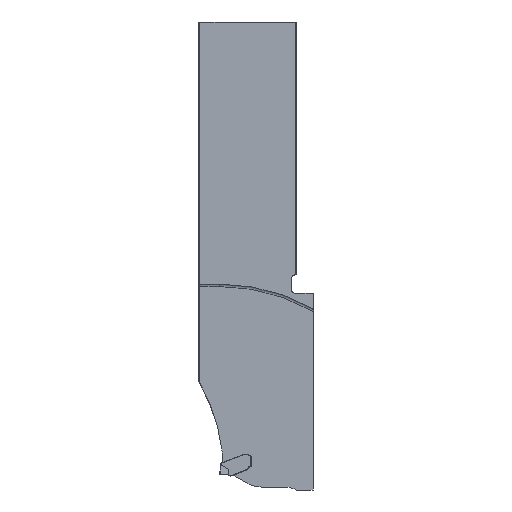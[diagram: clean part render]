
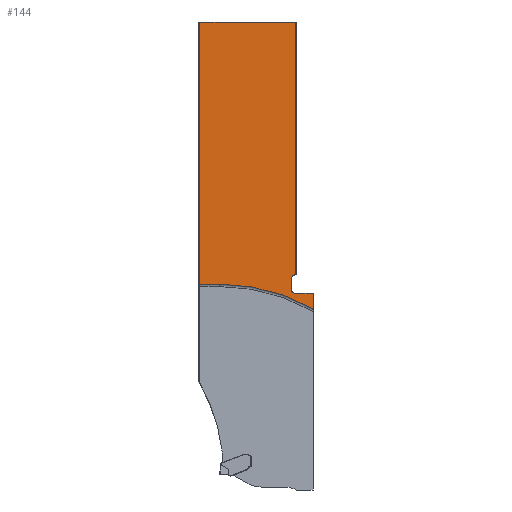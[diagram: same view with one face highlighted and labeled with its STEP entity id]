
A CAD part, left-side view. The second image highlights one B-rep face of the part: STEP entity #144.
In plain terms, the highlighted planar face has unit normal (-1, 0, 0).
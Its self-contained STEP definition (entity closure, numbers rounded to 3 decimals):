
#144=ADVANCED_FACE('SHANKHEAD_FACE_RIGHT',(#273),#232,.T.);
#232=PLANE('',#1833);
#273=FACE_OUTER_BOUND('',#361,.T.);
#361=EDGE_LOOP('',(#598,#599,#600,#601,#602,#603,#604,#605,#606,#607,#608,
#609));
#473=B_SPLINE_CURVE_WITH_KNOTS('',3,(#2527,#2528,#2529,#2530),
 .UNSPECIFIED.,.F.,.F.,(4,4),(0.,1.),.UNSPECIFIED.);
#525=CIRCLE('',#1829,60.993);
#526=CIRCLE('',#1830,1.5);
#527=CIRCLE('',#1831,1.5);
#528=CIRCLE('',#1832,5.63);
#598=ORIENTED_EDGE('',*,*,#1246,.F.);
#599=ORIENTED_EDGE('',*,*,#1247,.F.);
#600=ORIENTED_EDGE('',*,*,#1248,.F.);
#601=ORIENTED_EDGE('',*,*,#1249,.T.);
#602=ORIENTED_EDGE('',*,*,#1250,.T.);
#603=ORIENTED_EDGE('',*,*,#1251,.T.);
#604=ORIENTED_EDGE('',*,*,#1252,.T.);
#605=ORIENTED_EDGE('',*,*,#1253,.T.);
#606=ORIENTED_EDGE('',*,*,#1254,.F.);
#607=ORIENTED_EDGE('',*,*,#1255,.T.);
#608=ORIENTED_EDGE('',*,*,#1256,.T.);
#609=ORIENTED_EDGE('',*,*,#1257,.F.);
#1086=VERTEX_POINT('',#2523);
#1087=VERTEX_POINT('',#2524);
#1088=VERTEX_POINT('',#2526);
#1089=VERTEX_POINT('',#2531);
#1090=VERTEX_POINT('',#2533);
#1091=VERTEX_POINT('',#2535);
#1092=VERTEX_POINT('',#2537);
#1093=VERTEX_POINT('',#2539);
#1094=VERTEX_POINT('',#2541);
#1095=VERTEX_POINT('',#2543);
#1096=VERTEX_POINT('',#2545);
#1097=VERTEX_POINT('',#2547);
#1246=EDGE_CURVE('',#1086,#1087,#1474,.T.);
#1247=EDGE_CURVE('',#1088,#1086,#525,.T.);
#1248=EDGE_CURVE('',#1089,#1088,#473,.T.);
#1249=EDGE_CURVE('',#1089,#1090,#1475,.T.);
#1250=EDGE_CURVE('',#1090,#1091,#1476,.T.);
#1251=EDGE_CURVE('',#1091,#1092,#526,.T.);
#1252=EDGE_CURVE('',#1092,#1093,#1477,.T.);
#1253=EDGE_CURVE('',#1093,#1094,#527,.T.);
#1254=EDGE_CURVE('',#1095,#1094,#528,.T.);
#1255=EDGE_CURVE('',#1095,#1096,#1478,.T.);
#1256=EDGE_CURVE('',#1096,#1097,#1479,.T.);
#1257=EDGE_CURVE('',#1087,#1097,#1480,.T.);
#1474=LINE('',#2522,#1616);
#1475=LINE('',#2532,#1617);
#1476=LINE('',#2534,#1618);
#1477=LINE('',#2538,#1619);
#1478=LINE('',#2544,#1620);
#1479=LINE('',#2546,#1621);
#1480=LINE('',#2548,#1622);
#1616=VECTOR('',#2023,1.);
#1617=VECTOR('',#2026,1.);
#1618=VECTOR('',#2027,1.);
#1619=VECTOR('',#2030,1.);
#1620=VECTOR('',#2035,1.);
#1621=VECTOR('',#2036,1.);
#1622=VECTOR('',#2037,1.);
#1829=AXIS2_PLACEMENT_3D('',#2525,#2024,#2025);
#1830=AXIS2_PLACEMENT_3D('',#2536,#2028,#2029);
#1831=AXIS2_PLACEMENT_3D('',#2540,#2031,#2032);
#1832=AXIS2_PLACEMENT_3D('',#2542,#2033,#2034);
#1833=AXIS2_PLACEMENT_3D('',#2549,#2038,#2039);
#2023=DIRECTION('',(0.,1.,0.));
#2024=DIRECTION('',(-1.,0.,0.));
#2025=DIRECTION('',(0.,1.,0.));
#2026=DIRECTION('',(0.,0.,1.));
#2027=DIRECTION('',(0.,1.,0.));
#2028=DIRECTION('',(1.,0.,0.));
#2029=DIRECTION('',(0.,1.,0.));
#2030=DIRECTION('',(0.,0.,1.));
#2031=DIRECTION('',(1.,0.,0.));
#2032=DIRECTION('',(0.,1.,0.));
#2033=DIRECTION('',(-1.,0.,0.));
#2034=DIRECTION('',(0.,1.,0.));
#2035=DIRECTION('',(0.,0.,1.));
#2036=DIRECTION('',(0.,1.,0.));
#2037=DIRECTION('',(0.,0.,1.));
#2038=DIRECTION('',(-1.,0.,0.));
#2039=DIRECTION('',(0.,1.,0.));
#2522=CARTESIAN_POINT('',(0.,35.,-84.007));
#2523=CARTESIAN_POINT('',(0.,25.,-84.007));
#2524=CARTESIAN_POINT('',(0.,31.27,-84.007));
#2525=CARTESIAN_POINT('',(0.,25.,-145.));
#2526=CARTESIAN_POINT('',(0.,-4.931,-91.857));
#2527=CARTESIAN_POINT('',(0.,-5.,-91.892));
#2528=CARTESIAN_POINT('',(0.,-4.977,-91.881));
#2529=CARTESIAN_POINT('',(0.,-4.954,-91.869));
#2530=CARTESIAN_POINT('',(0.,-4.931,-91.857));
#2531=CARTESIAN_POINT('',(0.,-5.,-91.892));
#2532=CARTESIAN_POINT('',(0.,-5.,0.));
#2533=CARTESIAN_POINT('',(0.,-5.,-87.));
#2534=CARTESIAN_POINT('',(0.,39.,-87.));
#2535=CARTESIAN_POINT('',(0.,0.5,-87.));
#2536=CARTESIAN_POINT('',(0.,0.5,-85.5));
#2537=CARTESIAN_POINT('',(0.,2.,-85.5));
#2538=CARTESIAN_POINT('',(0.,2.,0.));
#2539=CARTESIAN_POINT('',(0.,2.,-82.5));
#2540=CARTESIAN_POINT('',(0.,0.5,-82.5));
#2541=CARTESIAN_POINT('',(0.,0.63,-81.006));
#2542=CARTESIAN_POINT('',(0.,-5.,-81.));
#2543=CARTESIAN_POINT('',(0.,0.63,-81.));
#2544=CARTESIAN_POINT('',(0.,0.63,-81.));
#2545=CARTESIAN_POINT('',(0.,0.63,0.));
#2546=CARTESIAN_POINT('',(0.,39.,0.));
#2547=CARTESIAN_POINT('',(0.,31.27,0.));
#2548=CARTESIAN_POINT('',(0.,31.27,-168.3));
#2549=CARTESIAN_POINT('',(0.,39.,0.));
